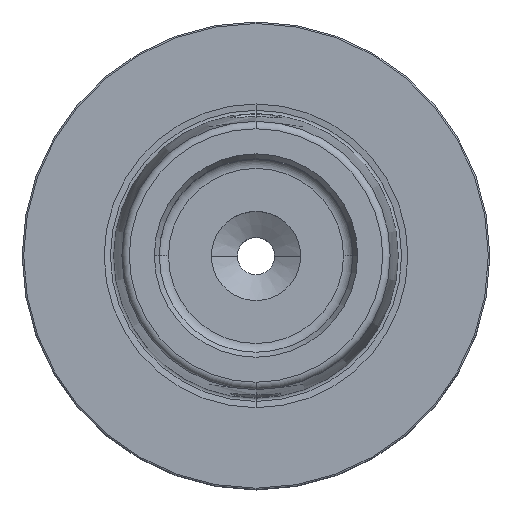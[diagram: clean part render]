
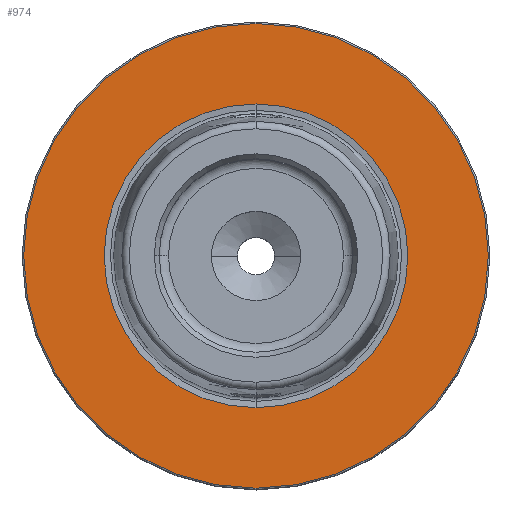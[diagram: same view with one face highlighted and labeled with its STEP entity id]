
A CAD part, top view. The second image highlights one B-rep face of the part: STEP entity #974.
In plain terms, the highlighted planar face has unit normal (0, 0, 1).
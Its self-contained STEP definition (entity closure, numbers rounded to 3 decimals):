
#67 = VERTEX_POINT ( 'NONE', #3646 ) ;
#136 = EDGE_LOOP ( 'NONE', ( #4185, #3818 ) ) ;
#418 = EDGE_CURVE ( 'NONE', #4090, #1079, #4051, .T. ) ;
#486 = VERTEX_POINT ( 'NONE', #3620 ) ;
#617 = CIRCLE ( 'NONE', #1175, 31.27 ) ;
#658 = AXIS2_PLACEMENT_3D ( 'NONE', #770, #1804, #3491 ) ;
#730 = CIRCLE ( 'NONE', #2056, 31.27 ) ;
#770 = CARTESIAN_POINT ( 'NONE',  ( 0., 31.47, 0. ) ) ;
#787 = DIRECTION ( 'NONE',  ( 0., 1., 0. ) ) ;
#929 = CARTESIAN_POINT ( 'NONE',  ( 0., 0., 0. ) ) ;
#950 = AXIS2_PLACEMENT_3D ( 'NONE', #1448, #2462, #787 ) ;
#974 = ADVANCED_FACE ( 'NONE', ( #3675, #977 ), #3338, .T. ) ;
#977 = FACE_BOUND ( 'NONE', #136, .T. ) ;
#1079 = VERTEX_POINT ( 'NONE', #2224 ) ;
#1175 = AXIS2_PLACEMENT_3D ( 'NONE', #1932, #2303, #1265 ) ;
#1265 = DIRECTION ( 'NONE',  ( 0., -1., 0. ) ) ;
#1448 = CARTESIAN_POINT ( 'NONE',  ( 0., 0., 0. ) ) ;
#1804 = DIRECTION ( 'NONE',  ( 0., 0., 1. ) ) ;
#1890 = CARTESIAN_POINT ( 'NONE',  ( 0., 0., 0. ) ) ;
#1932 = CARTESIAN_POINT ( 'NONE',  ( 0., 0., 0. ) ) ;
#2056 = AXIS2_PLACEMENT_3D ( 'NONE', #1890, #2778, #3854 ) ;
#2129 = ORIENTED_EDGE ( 'NONE', *, *, #2445, .T. ) ;
#2224 = CARTESIAN_POINT ( 'NONE',  ( 0., 20.434, 0. ) ) ;
#2303 = DIRECTION ( 'NONE',  ( 0., 0., 1. ) ) ;
#2445 = EDGE_CURVE ( 'NONE', #67, #486, #730, .T. ) ;
#2462 = DIRECTION ( 'NONE',  ( 0., 0., -1. ) ) ;
#2575 = EDGE_CURVE ( 'NONE', #1079, #4090, #3381, .T. ) ;
#2778 = DIRECTION ( 'NONE',  ( 0., 0., 1. ) ) ;
#3285 = AXIS2_PLACEMENT_3D ( 'NONE', #929, #3488, #3880 ) ;
#3338 = PLANE ( 'NONE',  #658 ) ;
#3381 = CIRCLE ( 'NONE', #950, 20.434 ) ;
#3488 = DIRECTION ( 'NONE',  ( 0., 0., -1. ) ) ;
#3491 = DIRECTION ( 'NONE',  ( 0., -1., 0. ) ) ;
#3560 = EDGE_LOOP ( 'NONE', ( #2129, #3801 ) ) ;
#3620 = CARTESIAN_POINT ( 'NONE',  ( 0., 31.27, 0. ) ) ;
#3646 = CARTESIAN_POINT ( 'NONE',  ( 0., -31.27, 0. ) ) ;
#3675 = FACE_OUTER_BOUND ( 'NONE', #3560, .T. ) ;
#3801 = ORIENTED_EDGE ( 'NONE', *, *, #3965, .T. ) ;
#3818 = ORIENTED_EDGE ( 'NONE', *, *, #2575, .T. ) ;
#3854 = DIRECTION ( 'NONE',  ( 0., -1., 0. ) ) ;
#3880 = DIRECTION ( 'NONE',  ( 0., 1., 0. ) ) ;
#3965 = EDGE_CURVE ( 'NONE', #486, #67, #617, .T. ) ;
#4051 = CIRCLE ( 'NONE', #3285, 20.434 ) ;
#4058 = CARTESIAN_POINT ( 'NONE',  ( 0., -20.434, 0. ) ) ;
#4090 = VERTEX_POINT ( 'NONE', #4058 ) ;
#4185 = ORIENTED_EDGE ( 'NONE', *, *, #418, .T. ) ;
